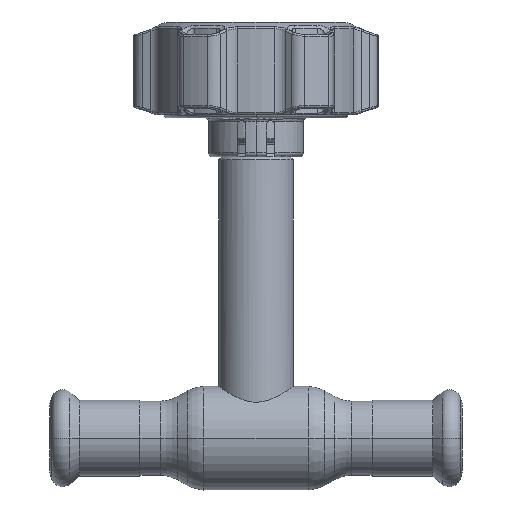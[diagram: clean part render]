
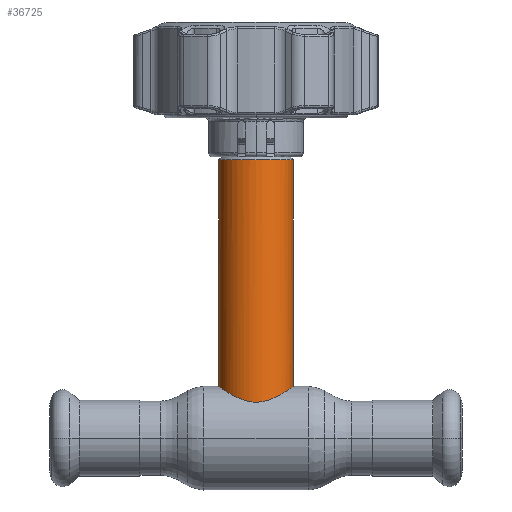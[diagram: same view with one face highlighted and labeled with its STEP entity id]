
A CAD part, top view. The second image highlights one B-rep face of the part: STEP entity #36725.
In plain terms, the highlighted cylindrical face has radius 9 mm (diameter 18 mm), a partial arc.
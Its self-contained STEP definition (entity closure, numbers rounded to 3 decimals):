
#148 = CARTESIAN_POINT ( 'NONE',  ( 9., 12.5, 0. ) ) ;
#307 = CARTESIAN_POINT ( 'NONE',  ( -9., 67.169, 0. ) ) ;
#1171 = EDGE_CURVE ( 'NONE', #13768, #4590, #27609, .T. ) ;
#1604 = AXIS2_PLACEMENT_3D ( 'NONE', #28337, #31325, #30694 ) ;
#2217 = CARTESIAN_POINT ( 'NONE',  ( -4.549, 9.787, 7.786 ) ) ;
#2310 = CARTESIAN_POINT ( 'NONE',  ( 9., 67.169, 0. ) ) ;
#2431 = CARTESIAN_POINT ( 'NONE',  ( -8.752, 12.323, 2.119 ) ) ;
#2644 = CARTESIAN_POINT ( 'NONE',  ( 9., 12.5, 0.306 ) ) ;
#2860 = CARTESIAN_POINT ( 'NONE',  ( -3.248, 9.26, 8.398 ) ) ;
#3069 = CARTESIAN_POINT ( 'NONE',  ( 1.53, 8.804, 8.874 ) ) ;
#3089 = VERTEX_POINT ( 'NONE', #7543 ) ;
#4590 = VERTEX_POINT ( 'NONE', #148 ) ;
#4694 = CYLINDRICAL_SURFACE ( 'NONE', #1604, 9. ) ;
#5627 = CARTESIAN_POINT ( 'NONE',  ( 7.753, 11.632, 4.607 ) ) ;
#5835 = CARTESIAN_POINT ( 'NONE',  ( 8.921, 12.443, 1.229 ) ) ;
#7543 = CARTESIAN_POINT ( 'NONE',  ( -9., 12.5, 0. ) ) ;
#7721 = ORIENTED_EDGE ( 'NONE', *, *, #38625, .T. ) ;
#8833 = CARTESIAN_POINT ( 'NONE',  ( 6.537, 10.861, 6.192 ) ) ;
#8998 = CIRCLE ( 'NONE', #18608, 9. ) ;
#9045 = CARTESIAN_POINT ( 'NONE',  ( 8.688, 12.277, 2.426 ) ) ;
#9250 = CARTESIAN_POINT ( 'NONE',  ( -8.156, 11.907, 3.816 ) ) ;
#9682 = CARTESIAN_POINT ( 'NONE',  ( -2.403, 8.997, 8.678 ) ) ;
#10241 = EDGE_CURVE ( 'NONE', #3089, #4590, #37197, .T. ) ;
#11017 = CARTESIAN_POINT ( 'NONE',  ( 0., 67.169, 0. ) ) ;
#11247 = DIRECTION ( 'NONE',  ( 0., -1., 0. ) ) ;
#12058 = CARTESIAN_POINT ( 'NONE',  ( -5.93, 10.503, 6.793 ) ) ;
#12266 = CARTESIAN_POINT ( 'NONE',  ( 6.731, 10.979, 5.981 ) ) ;
#12702 = CARTESIAN_POINT ( 'NONE',  ( -1.224, 8.755, 8.922 ) ) ;
#12911 = CARTESIAN_POINT ( 'NONE',  ( 0.617, 8.691, 8.984 ) ) ;
#13082 = VERTEX_POINT ( 'NONE', #307 ) ;
#13768 = VERTEX_POINT ( 'NONE', #2310 ) ;
#15268 = CARTESIAN_POINT ( 'NONE',  ( 4.046, 9.569, 8.044 ) ) ;
#15476 = CARTESIAN_POINT ( 'NONE',  ( 4.793, 9.909, 7.623 ) ) ;
#15685 = CARTESIAN_POINT ( 'NONE',  ( 9., 12.5, 0. ) ) ;
#16124 = CARTESIAN_POINT ( 'NONE',  ( -8.389, 12.068, 3.272 ) ) ;
#16355 = EDGE_LOOP ( 'NONE', ( #38151, #22406, #7721, #25078 ) ) ;
#18506 = CARTESIAN_POINT ( 'NONE',  ( 3.784, 9.461, 8.171 ) ) ;
#18608 = AXIS2_PLACEMENT_3D ( 'NONE', #11017, #33590, #26731 ) ;
#18906 = VECTOR ( 'NONE', #19569, 1000. ) ;
#18948 = CARTESIAN_POINT ( 'NONE',  ( 8.984, 12.489, 0.613 ) ) ;
#19302 = VECTOR ( 'NONE', #11247, 1000. ) ;
#19383 = CARTESIAN_POINT ( 'NONE',  ( -7.101, 11.208, 5.56 ) ) ;
#19569 = DIRECTION ( 'NONE',  ( 0., -1., 0. ) ) ;
#21959 = CARTESIAN_POINT ( 'NONE',  ( -7.592, 11.527, 4.842 ) ) ;
#22178 = CARTESIAN_POINT ( 'NONE',  ( 2.419, 8.987, 8.69 ) ) ;
#22396 = CARTESIAN_POINT ( 'NONE',  ( -6.736, 10.978, 5.996 ) ) ;
#22406 = ORIENTED_EDGE ( 'NONE', *, *, #35242, .T. ) ;
#22599 = CARTESIAN_POINT ( 'NONE',  ( -1.525, 8.803, 8.875 ) ) ;
#23019 = CARTESIAN_POINT ( 'NONE',  ( -9., 0., 0. ) ) ;
#25078 = ORIENTED_EDGE ( 'NONE', *, *, #10241, .T. ) ;
#25175 = CARTESIAN_POINT ( 'NONE',  ( 5.496, 10.261, 7.15 ) ) ;
#25400 = CARTESIAN_POINT ( 'NONE',  ( -4.05, 9.561, 8.058 ) ) ;
#25816 = LINE ( 'NONE', #23019, #18906 ) ;
#25830 = CARTESIAN_POINT ( 'NONE',  ( -0.301, 8.674, 9. ) ) ;
#26044 = CARTESIAN_POINT ( 'NONE',  ( -2.97, 9.165, 8.501 ) ) ;
#26731 = DIRECTION ( 'NONE',  ( -1., 0., 0. ) ) ;
#27609 = LINE ( 'NONE', #40724, #19302 ) ;
#28337 = CARTESIAN_POINT ( 'NONE',  ( 0., 0., 0. ) ) ;
#28430 = CARTESIAN_POINT ( 'NONE',  ( 4.551, 9.793, 7.77 ) ) ;
#28632 = CARTESIAN_POINT ( 'NONE',  ( 7.096, 11.206, 5.543 ) ) ;
#29060 = CARTESIAN_POINT ( 'NONE',  ( -8.676, 12.268, 2.414 ) ) ;
#29279 = CARTESIAN_POINT ( 'NONE',  ( -0.611, 8.691, 8.985 ) ) ;
#30694 = DIRECTION ( 'NONE',  ( -1., 0., 0. ) ) ;
#31325 = DIRECTION ( 'NONE',  ( 0., -1., 0. ) ) ;
#31533 = FACE_OUTER_BOUND ( 'NONE', #16355, .T. ) ;
#31618 = CARTESIAN_POINT ( 'NONE',  ( -9., 12.5, 0.621 ) ) ;
#31841 = CARTESIAN_POINT ( 'NONE',  ( 8.034, 11.823, 4.099 ) ) ;
#32049 = CARTESIAN_POINT ( 'NONE',  ( -8.027, 11.819, 4.08 ) ) ;
#32251 = CARTESIAN_POINT ( 'NONE',  ( -5.487, 10.257, 7.156 ) ) ;
#33590 = DIRECTION ( 'NONE',  ( 0., -1., 0. ) ) ;
#34854 = CARTESIAN_POINT ( 'NONE',  ( -7.746, 11.629, 4.592 ) ) ;
#35069 = CARTESIAN_POINT ( 'NONE',  ( 7.268, 11.316, 5.316 ) ) ;
#35242 = EDGE_CURVE ( 'NONE', #13768, #13082, #8998, .T. ) ;
#35299 = CARTESIAN_POINT ( 'NONE',  ( 8.874, 12.409, 1.533 ) ) ;
#35714 = CARTESIAN_POINT ( 'NONE',  ( 2.98, 9.159, 8.512 ) ) ;
#36725 = ADVANCED_FACE ( 'NONE', ( #31533 ), #4694, .T. ) ;
#37197 = B_SPLINE_CURVE_WITH_KNOTS ( 'NONE', 3,
 ( #41538, #31618, #39162, #2431, #29060, #42190, #16124, #9250, #32049, #34854, #21959, #19383, #22396, #12058, #32251, #2217, #25400, #2860, #26044, #9682, #41968, #22599, #12702, #29279, #25830, #41749, #12911, #42401, #3069, #22178, #35714, #18506, #15268, #28430, #15476, #25175, #38288, #8833, #12266, #28632, #35069, #5627, #31841, #38500, #9045, #35299, #5835, #18948, #2644, #15685 ),
 .UNSPECIFIED., .F., .F.,
 ( 4, 2, 2, 2, 2, 2, 2, 2, 2, 2, 2, 2, 2, 2, 2, 2, 2, 2, 2, 2, 2, 2, 2, 2, 4 ),
 ( 0., 0.002, 0.003, 0.004, 0.005, 0.006, 0.007, 0.009, 0.011, 0.012, 0.013, 0.014, 0.015, 0.016, 0.017, 0.018, 0.019, 0.02, 0.022, 0.023, 0.024, 0.026, 0.028, 0.028, 0.029 ),
 .UNSPECIFIED. ) ;
#38151 = ORIENTED_EDGE ( 'NONE', *, *, #1171, .F. ) ;
#38288 = CARTESIAN_POINT ( 'NONE',  ( 5.931, 10.503, 6.794 ) ) ;
#38500 = CARTESIAN_POINT ( 'NONE',  ( 8.506, 12.148, 3. ) ) ;
#38625 = EDGE_CURVE ( 'NONE', #13082, #3089, #25816, .T. ) ;
#39162 = CARTESIAN_POINT ( 'NONE',  ( -8.936, 12.454, 1.228 ) ) ;
#40724 = CARTESIAN_POINT ( 'NONE',  ( 9., 0., 0. ) ) ;
#41538 = CARTESIAN_POINT ( 'NONE',  ( -9., 12.5, 0. ) ) ;
#41749 = CARTESIAN_POINT ( 'NONE',  ( 0.312, 8.675, 9. ) ) ;
#41968 = CARTESIAN_POINT ( 'NONE',  ( -2.114, 8.924, 8.753 ) ) ;
#42190 = CARTESIAN_POINT ( 'NONE',  ( -8.494, 12.14, 2.992 ) ) ;
#42401 = CARTESIAN_POINT ( 'NONE',  ( 1.225, 8.756, 8.921 ) ) ;
